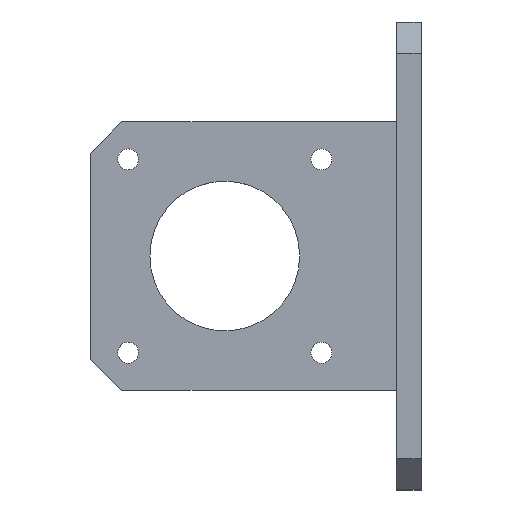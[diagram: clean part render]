
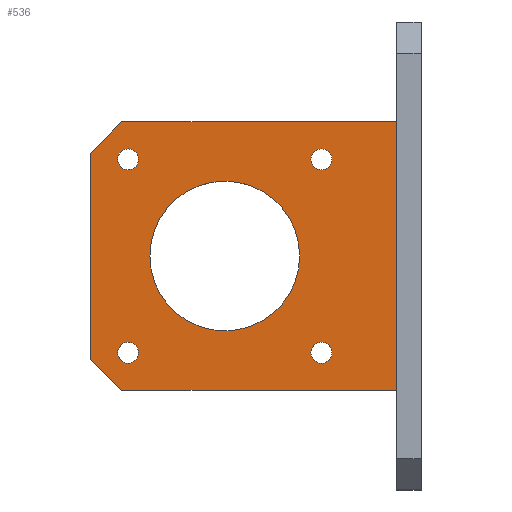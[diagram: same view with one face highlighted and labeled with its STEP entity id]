
A CAD part, top view. The second image highlights one B-rep face of the part: STEP entity #536.
In plain terms, the highlighted planar face has unit normal (0, 0, 1).
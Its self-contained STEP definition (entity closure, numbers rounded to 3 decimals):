
#42=FACE_BOUND('',#133,.T.);
#43=FACE_BOUND('',#134,.T.);
#44=FACE_BOUND('',#135,.T.);
#45=FACE_BOUND('',#136,.T.);
#46=FACE_BOUND('',#137,.T.);
#56=CIRCLE('',#564,1.68);
#58=CIRCLE('',#567,1.68);
#60=CIRCLE('',#570,1.68);
#62=CIRCLE('',#573,1.68);
#64=CIRCLE('',#576,12.);
#87=FACE_OUTER_BOUND('',#132,.T.);
#132=EDGE_LOOP('',(#469,#470,#471,#472,#473,#474));
#133=EDGE_LOOP('',(#475));
#134=EDGE_LOOP('',(#476));
#135=EDGE_LOOP('',(#477));
#136=EDGE_LOOP('',(#478));
#137=EDGE_LOOP('',(#479));
#157=LINE('',#766,#207);
#184=LINE('',#860,#234);
#186=LINE('',#863,#236);
#187=LINE('',#866,#237);
#188=LINE('',#868,#238);
#189=LINE('',#869,#239);
#207=VECTOR('',#611,1.);
#234=VECTOR('',#710,1.);
#236=VECTOR('',#714,1.);
#237=VECTOR('',#717,1.);
#238=VECTOR('',#718,1.);
#239=VECTOR('',#719,1.);
#257=VERTEX_POINT('',#763);
#258=VERTEX_POINT('',#765);
#275=VERTEX_POINT('',#819);
#277=VERTEX_POINT('',#824);
#279=VERTEX_POINT('',#829);
#281=VERTEX_POINT('',#834);
#283=VERTEX_POINT('',#839);
#288=VERTEX_POINT('',#857);
#289=VERTEX_POINT('',#859);
#290=VERTEX_POINT('',#865);
#291=VERTEX_POINT('',#867);
#307=EDGE_CURVE('',#258,#257,#157,.T.);
#335=EDGE_CURVE('',#275,#275,#56,.T.);
#337=EDGE_CURVE('',#277,#277,#58,.T.);
#339=EDGE_CURVE('',#279,#279,#60,.T.);
#341=EDGE_CURVE('',#281,#281,#62,.T.);
#343=EDGE_CURVE('',#283,#283,#64,.T.);
#352=EDGE_CURVE('',#288,#289,#184,.T.);
#354=EDGE_CURVE('',#257,#289,#186,.T.);
#355=EDGE_CURVE('',#288,#290,#187,.T.);
#356=EDGE_CURVE('',#291,#290,#188,.T.);
#357=EDGE_CURVE('',#291,#258,#189,.T.);
#469=ORIENTED_EDGE('',*,*,#352,.F.);
#470=ORIENTED_EDGE('',*,*,#355,.T.);
#471=ORIENTED_EDGE('',*,*,#356,.F.);
#472=ORIENTED_EDGE('',*,*,#357,.T.);
#473=ORIENTED_EDGE('',*,*,#307,.T.);
#474=ORIENTED_EDGE('',*,*,#354,.T.);
#475=ORIENTED_EDGE('',*,*,#335,.T.);
#476=ORIENTED_EDGE('',*,*,#337,.T.);
#477=ORIENTED_EDGE('',*,*,#339,.T.);
#478=ORIENTED_EDGE('',*,*,#341,.T.);
#479=ORIENTED_EDGE('',*,*,#343,.T.);
#509=PLANE('',#583);
#536=ADVANCED_FACE('',(#87,#42,#43,#44,#45,#46),#509,.T.);
#564=AXIS2_PLACEMENT_3D('',#820,#666,#667);
#567=AXIS2_PLACEMENT_3D('',#825,#672,#673);
#570=AXIS2_PLACEMENT_3D('',#830,#678,#679);
#573=AXIS2_PLACEMENT_3D('',#835,#684,#685);
#576=AXIS2_PLACEMENT_3D('',#840,#690,#691);
#583=AXIS2_PLACEMENT_3D('',#864,#715,#716);
#611=DIRECTION('',(0.,1.,0.));
#666=DIRECTION('center_axis',(0.,0.,-1.));
#667=DIRECTION('ref_axis',(1.,0.,0.));
#672=DIRECTION('center_axis',(0.,0.,-1.));
#673=DIRECTION('ref_axis',(1.,0.,0.));
#678=DIRECTION('center_axis',(0.,0.,-1.));
#679=DIRECTION('ref_axis',(1.,0.,0.));
#684=DIRECTION('center_axis',(0.,0.,-1.));
#685=DIRECTION('ref_axis',(1.,0.,0.));
#690=DIRECTION('center_axis',(0.,0.,-1.));
#691=DIRECTION('ref_axis',(1.,0.,0.));
#710=DIRECTION('',(0.707,0.707,0.));
#714=DIRECTION('',(-1.,0.,0.));
#715=DIRECTION('center_axis',(0.,0.,1.));
#716=DIRECTION('ref_axis',(0.,1.,0.));
#717=DIRECTION('',(0.,-1.,0.));
#718=DIRECTION('',(-0.707,0.707,0.));
#719=DIRECTION('',(1.,0.,0.));
#763=CARTESIAN_POINT('',(-226.,160.,5.));
#765=CARTESIAN_POINT('',(-226.,117.,5.));
#766=CARTESIAN_POINT('',(-226.,138.5,5.));
#819=CARTESIAN_POINT('',(-239.686,123.008,5.));
#820=CARTESIAN_POINT('Origin',(-238.006,123.008,5.));
#824=CARTESIAN_POINT('',(-239.686,154.008,5.));
#825=CARTESIAN_POINT('Origin',(-238.006,154.008,5.));
#829=CARTESIAN_POINT('',(-270.686,123.008,5.));
#830=CARTESIAN_POINT('Origin',(-269.006,123.008,5.));
#834=CARTESIAN_POINT('',(-270.686,154.008,5.));
#835=CARTESIAN_POINT('Origin',(-269.006,154.008,5.));
#839=CARTESIAN_POINT('',(-265.506,138.508,5.));
#840=CARTESIAN_POINT('Origin',(-253.506,138.508,5.));
#857=CARTESIAN_POINT('',(-275.,155.,5.));
#859=CARTESIAN_POINT('',(-270.,160.,5.));
#860=CARTESIAN_POINT('',(-271.25,158.75,5.));
#863=CARTESIAN_POINT('',(-248.5,160.,5.));
#864=CARTESIAN_POINT('Origin',(-248.5,138.5,5.));
#865=CARTESIAN_POINT('',(-275.,122.,5.));
#866=CARTESIAN_POINT('',(-275.,138.5,5.));
#867=CARTESIAN_POINT('',(-270.,117.,5.));
#868=CARTESIAN_POINT('',(-271.25,118.25,5.));
#869=CARTESIAN_POINT('',(-248.5,117.,5.));
